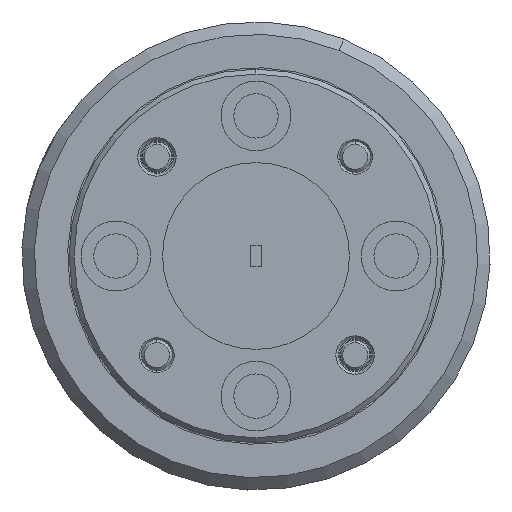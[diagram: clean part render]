
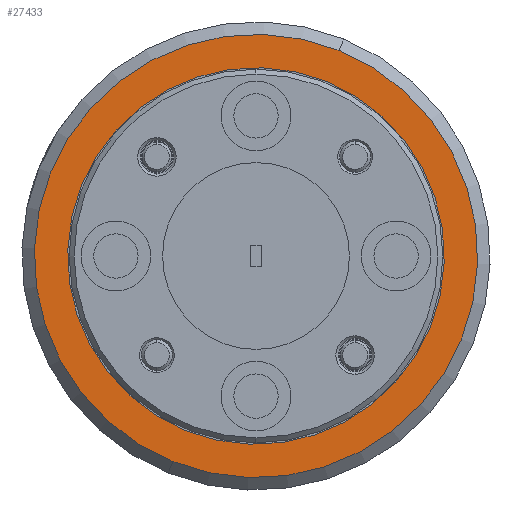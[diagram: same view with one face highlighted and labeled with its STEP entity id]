
A CAD part, left-side view. The second image highlights one B-rep face of the part: STEP entity #27433.
In plain terms, the highlighted planar face has unit normal (-1, 0, 0).
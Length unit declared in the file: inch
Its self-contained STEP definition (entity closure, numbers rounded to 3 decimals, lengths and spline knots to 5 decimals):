
#376 = EDGE_CURVE ( 'NONE', #14936, #35463, #16853, .T. ) ;
#606 = CIRCLE ( 'NONE', #1297, 0.445 ) ;
#874 = FACE_BOUND ( 'NONE', #39770, .T. ) ;
#1297 = AXIS2_PLACEMENT_3D ( 'NONE', #29444, #24995, #16915 ) ;
#2902 = EDGE_CURVE ( 'NONE', #29997, #18463, #606, .T. ) ;
#3316 = AXIS2_PLACEMENT_3D ( 'NONE', #27328, #10671, #43304 ) ;
#3736 = CARTESIAN_POINT ( 'NONE',  ( 0.02036, -0.01075, -0.00403 ) ) ;
#3900 = ORIENTED_EDGE ( 'NONE', *, *, #2902, .T. ) ;
#4676 = AXIS2_PLACEMENT_3D ( 'NONE', #44257, #27586, #23669 ) ;
#6967 = CARTESIAN_POINT ( 'NONE',  ( 0.02036, -0.01075, -0.00403 ) ) ;
#7669 = DIRECTION ( 'NONE',  ( 0., 0.375, -0.927 ) ) ;
#8193 = EDGE_CURVE ( 'NONE', #18463, #29997, #22515, .T. ) ;
#8526 = DIRECTION ( 'NONE',  ( -1., 0., 0. ) ) ;
#9240 = FACE_OUTER_BOUND ( 'NONE', #24196, .T. ) ;
#9319 = CARTESIAN_POINT ( 'NONE',  ( 0.02036, -0.15235, 0.34645 ) ) ;
#10671 = DIRECTION ( 'NONE',  ( -1., 0., 0. ) ) ;
#14936 = VERTEX_POINT ( 'NONE', #9319 ) ;
#16172 = ORIENTED_EDGE ( 'NONE', *, *, #23156, .F. ) ;
#16481 = ORIENTED_EDGE ( 'NONE', *, *, #376, .F. ) ;
#16853 = CIRCLE ( 'NONE', #4676, 0.378 ) ;
#16915 = DIRECTION ( 'NONE',  ( 0., 0.375, -0.927 ) ) ;
#17430 = CARTESIAN_POINT ( 'NONE',  ( 0.02036, 0.15595, -0.41662 ) ) ;
#17501 = ORIENTED_EDGE ( 'NONE', *, *, #8193, .T. ) ;
#18463 = VERTEX_POINT ( 'NONE', #38074 ) ;
#18520 = CIRCLE ( 'NONE', #45416, 0.378 ) ;
#20747 = DIRECTION ( 'NONE',  ( 0., -0.375, 0.927 ) ) ;
#22515 = CIRCLE ( 'NONE', #3316, 0.445 ) ;
#23156 = EDGE_CURVE ( 'NONE', #35463, #14936, #18520, .T. ) ;
#23669 = DIRECTION ( 'NONE',  ( 0., -0.375, 0.927 ) ) ;
#24196 = EDGE_LOOP ( 'NONE', ( #3900, #17501 ) ) ;
#24995 = DIRECTION ( 'NONE',  ( -1., 0., 0. ) ) ;
#27328 = CARTESIAN_POINT ( 'NONE',  ( 0.02036, -0.01075, -0.00403 ) ) ;
#27397 = DIRECTION ( 'NONE',  ( 1., 0., 0. ) ) ;
#27433 = ADVANCED_FACE ( 'NONE', ( #874, #9240 ), #31538, .F. ) ;
#27586 = DIRECTION ( 'NONE',  ( -1., 0., 0. ) ) ;
#29444 = CARTESIAN_POINT ( 'NONE',  ( 0.02036, -0.01075, -0.00403 ) ) ;
#29997 = VERTEX_POINT ( 'NONE', #17430 ) ;
#30837 = AXIS2_PLACEMENT_3D ( 'NONE', #6967, #27397, #7669 ) ;
#31538 = PLANE ( 'NONE',  #30837 ) ;
#35463 = VERTEX_POINT ( 'NONE', #50518 ) ;
#38074 = CARTESIAN_POINT ( 'NONE',  ( 0.02036, -0.17745, 0.40857 ) ) ;
#39770 = EDGE_LOOP ( 'NONE', ( #16481, #16172 ) ) ;
#43304 = DIRECTION ( 'NONE',  ( 0., 0.375, -0.927 ) ) ;
#44257 = CARTESIAN_POINT ( 'NONE',  ( 0.02036, -0.01075, -0.00403 ) ) ;
#45416 = AXIS2_PLACEMENT_3D ( 'NONE', #3736, #8526, #20747 ) ;
#50518 = CARTESIAN_POINT ( 'NONE',  ( 0.02036, 0.13085, -0.3545 ) ) ;
